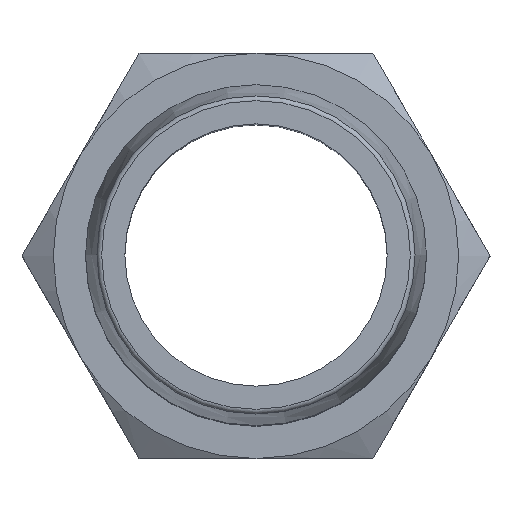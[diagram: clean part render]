
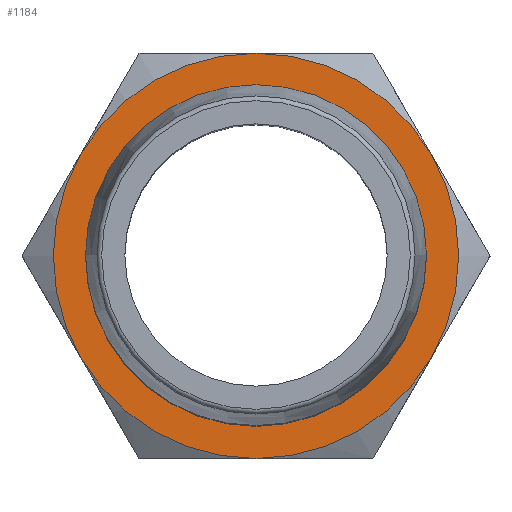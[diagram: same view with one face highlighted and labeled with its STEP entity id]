
A CAD part, top view. The second image highlights one B-rep face of the part: STEP entity #1184.
In plain terms, the highlighted face is planar.
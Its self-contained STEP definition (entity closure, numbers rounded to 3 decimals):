
#549=PLANE('',#1100);
#602=ORIENTED_EDGE('',*,*,#764,.T.);
#603=ORIENTED_EDGE('',*,*,#766,.T.);
#604=ORIENTED_EDGE('',*,*,#767,.T.);
#605=ORIENTED_EDGE('',*,*,#768,.T.);
#606=ORIENTED_EDGE('',*,*,#769,.T.);
#607=ORIENTED_EDGE('',*,*,#770,.T.);
#608=ORIENTED_EDGE('',*,*,#771,.F.);
#688=CIRCLE('',#1098,8.5);
#689=CIRCLE('',#1101,8.5);
#690=CIRCLE('',#1102,8.5);
#691=CIRCLE('',#1103,8.5);
#692=CIRCLE('',#1104,8.5);
#693=CIRCLE('',#1105,8.5);
#694=CIRCLE('',#1106,7.15);
#721=VERTEX_POINT('',#1238);
#724=VERTEX_POINT('',#1246);
#725=VERTEX_POINT('',#1250);
#726=VERTEX_POINT('',#1252);
#727=VERTEX_POINT('',#1254);
#728=VERTEX_POINT('',#1256);
#729=VERTEX_POINT('',#1259);
#764=EDGE_CURVE('',#724,#721,#688,.T.);
#766=EDGE_CURVE('',#721,#725,#689,.T.);
#767=EDGE_CURVE('',#725,#726,#690,.T.);
#768=EDGE_CURVE('',#726,#727,#691,.T.);
#769=EDGE_CURVE('',#727,#728,#692,.T.);
#770=EDGE_CURVE('',#728,#724,#693,.T.);
#771=EDGE_CURVE('',#729,#729,#694,.T.);
#810=EDGE_LOOP('',(#602,#603,#604,#605,#606,#607));
#811=EDGE_LOOP('',(#608));
#866=FACE_BOUND('',#810,.T.);
#867=FACE_BOUND('',#811,.T.);
#948=DIRECTION('',(0.,1.,0.));
#949=DIRECTION('',(0.,0.,8.5));
#952=DIRECTION('',(0.,1.,0.));
#953=DIRECTION('',(1.,0.,0.));
#954=DIRECTION('',(0.,1.,0.));
#955=DIRECTION('',(7.361,0.,4.25));
#956=DIRECTION('',(0.,1.,0.));
#957=DIRECTION('',(7.361,0.,-4.25));
#958=DIRECTION('',(0.,1.,0.));
#959=DIRECTION('',(0.,0.,-8.5));
#960=DIRECTION('',(0.,1.,0.));
#961=DIRECTION('',(-7.361,0.,-4.25));
#962=DIRECTION('',(0.,1.,0.));
#963=DIRECTION('',(-7.361,0.,4.25));
#964=DIRECTION('',(0.,1.,0.));
#965=DIRECTION('',(7.15,0.,0.));
#1098=AXIS2_PLACEMENT_3D('',#1247,#948,#949);
#1100=AXIS2_PLACEMENT_3D('',#1249,#952,#953);
#1101=AXIS2_PLACEMENT_3D('',#1251,#954,#955);
#1102=AXIS2_PLACEMENT_3D('',#1253,#956,#957);
#1103=AXIS2_PLACEMENT_3D('',#1255,#958,#959);
#1104=AXIS2_PLACEMENT_3D('',#1257,#960,#961);
#1105=AXIS2_PLACEMENT_3D('',#1258,#962,#963);
#1106=AXIS2_PLACEMENT_3D('',#1260,#964,#965);
#1184=ADVANCED_FACE('',(#866,#867),#549,.T.);
#1238=CARTESIAN_POINT('',(10.757,18.932,4.25));
#1246=CARTESIAN_POINT('',(3.396,18.932,8.5));
#1247=CARTESIAN_POINT('',(3.396,18.932,0.));
#1249=CARTESIAN_POINT('',(11.896,18.932,0.));
#1250=CARTESIAN_POINT('',(10.757,18.932,-4.25));
#1251=CARTESIAN_POINT('',(3.396,18.932,0.));
#1252=CARTESIAN_POINT('',(3.396,18.932,-8.5));
#1253=CARTESIAN_POINT('',(3.396,18.932,0.));
#1254=CARTESIAN_POINT('',(-3.965,18.932,-4.25));
#1255=CARTESIAN_POINT('',(3.396,18.932,0.));
#1256=CARTESIAN_POINT('',(-3.965,18.932,4.25));
#1257=CARTESIAN_POINT('',(3.396,18.932,0.));
#1258=CARTESIAN_POINT('',(3.396,18.932,0.));
#1259=CARTESIAN_POINT('',(10.546,18.932,0.));
#1260=CARTESIAN_POINT('',(3.396,18.932,0.));
